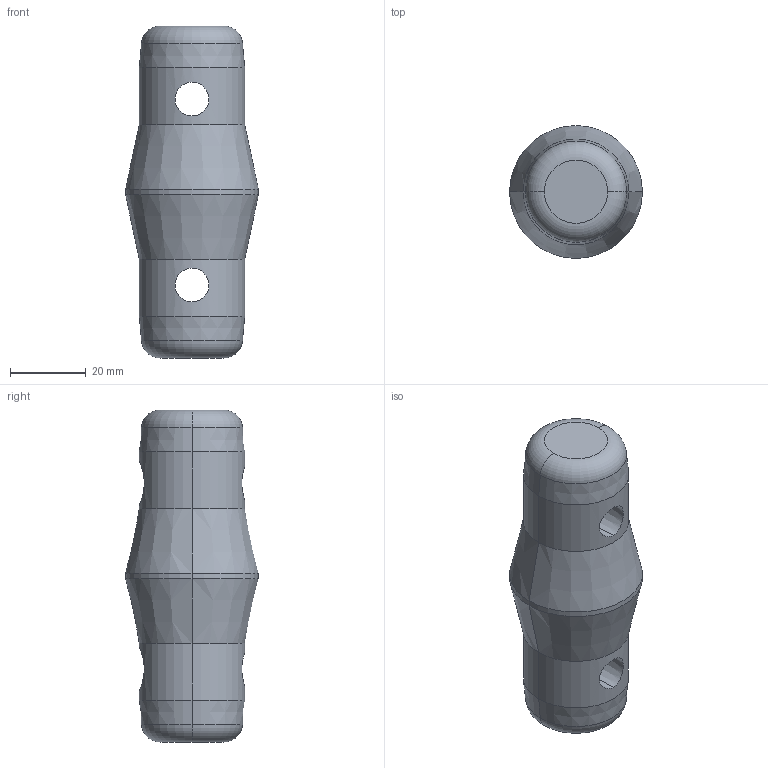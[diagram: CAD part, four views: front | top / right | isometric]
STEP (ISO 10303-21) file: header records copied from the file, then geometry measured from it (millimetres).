
FILE_DESCRIPTION (( 'STEP AP203' ), '1' );
FILE_NAME ('T45755.STEP', '2018-07-30T07:31:21', ( '' ), ( '' ), 'SwSTEP 2.0', 'SolidWorks 2016', '' );
FILE_SCHEMA (( 'CONFIG_CONTROL_DESIGN' ));
Length unit declared in the file: millimetre
Products named in the file (1): T45755
Bounding box: 35 x 35 x 87.5 mm (x, y, z)
Volume: 53210 mm3; surface area: 10206.6 mm2
Topology: 1 solids, 1 shells, 24 faces, 50 edges, 28 vertices
Faces by surface type: cone 12, cylinder 6, torus 4, plane 2
Entity records: 1001 total; most frequent: CARTESIAN_POINT 405, DIRECTION 116, ORIENTED_EDGE 100, EDGE_CURVE 50, AXIS2_PLACEMENT_3D 49, VERTEX_POINT 28, EDGE_LOOP 28, ADVANCED_FACE 24
